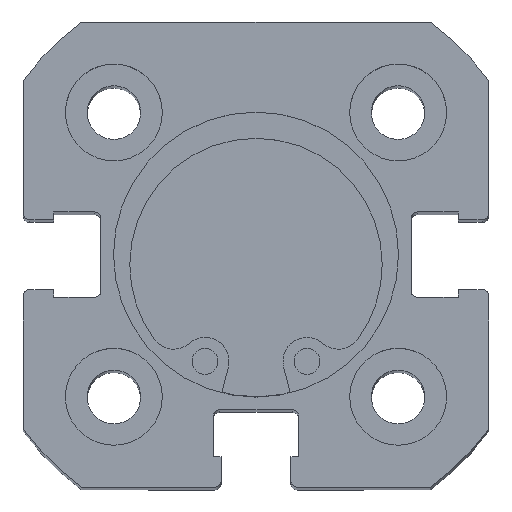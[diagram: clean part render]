
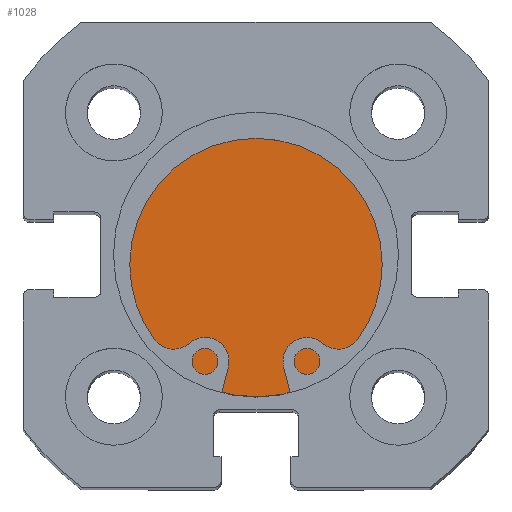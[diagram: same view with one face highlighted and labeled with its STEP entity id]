
A CAD part, top view. The second image highlights one B-rep face of the part: STEP entity #1028.
In plain terms, the highlighted face is planar.
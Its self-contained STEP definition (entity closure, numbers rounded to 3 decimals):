
#1028 = ADVANCED_FACE ( 'NONE', ( #2845 ), #2230, .F. ) ;
#1145 = ORIENTED_EDGE ( 'NONE', *, *, #3966, .F. ) ;
#1178 = ORIENTED_EDGE ( 'NONE', *, *, #3975, .F. ) ;
#1249 = EDGE_LOOP ( 'NONE', ( #1145, #1178 ) ) ;
#2230 = PLANE ( 'NONE',  #4162 ) ;
#2237 = CARTESIAN_POINT ( 'NONE',  ( 6., 11., 0. ) ) ;
#2391 = DIRECTION ( 'NONE',  ( 0., 0., 1. ) ) ;
#2394 = DIRECTION ( 'NONE',  ( -1., 0., 0. ) ) ;
#2845 = FACE_OUTER_BOUND ( 'NONE', #1249, .T. ) ;
#3493 = CIRCLE ( 'NONE', #4377, 11. ) ;
#3506 = CIRCLE ( 'NONE', #4381, 11. ) ;
#3966 = EDGE_CURVE ( 'NONE', #4546, #4547, #3493, .T. ) ;
#3975 = EDGE_CURVE ( 'NONE', #4547, #4546, #3506, .T. ) ;
#4162 = AXIS2_PLACEMENT_3D ( 'NONE', #2237, #2394, #2391 ) ;
#4377 = AXIS2_PLACEMENT_3D ( 'NONE', #5523, #5529, #5530 ) ;
#4381 = AXIS2_PLACEMENT_3D ( 'NONE', #5546, #5555, #5556 ) ;
#4546 = VERTEX_POINT ( 'NONE', #5657 ) ;
#4547 = VERTEX_POINT ( 'NONE', #5658 ) ;
#5523 = CARTESIAN_POINT ( 'NONE',  ( 6., 0., 0. ) ) ;
#5529 = DIRECTION ( 'NONE',  ( -1., 0., 0. ) ) ;
#5530 = DIRECTION ( 'NONE',  ( 0., 0., 1. ) ) ;
#5546 = CARTESIAN_POINT ( 'NONE',  ( 6., 0., 0. ) ) ;
#5555 = DIRECTION ( 'NONE',  ( -1., 0., 0. ) ) ;
#5556 = DIRECTION ( 'NONE',  ( 0., 0., 1. ) ) ;
#5657 = CARTESIAN_POINT ( 'NONE',  ( 6., 0., 11. ) ) ;
#5658 = CARTESIAN_POINT ( 'NONE',  ( 6., 0., -11. ) ) ;
